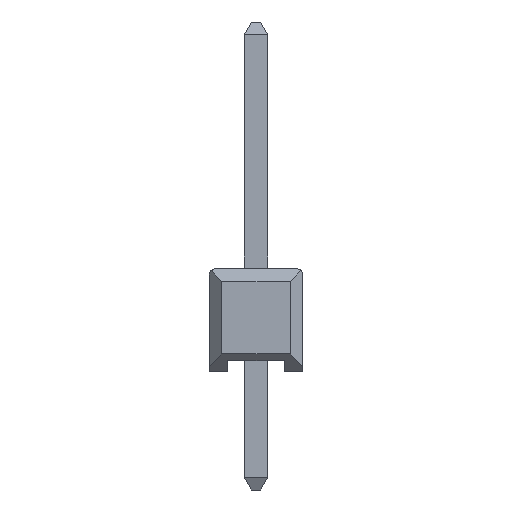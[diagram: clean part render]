
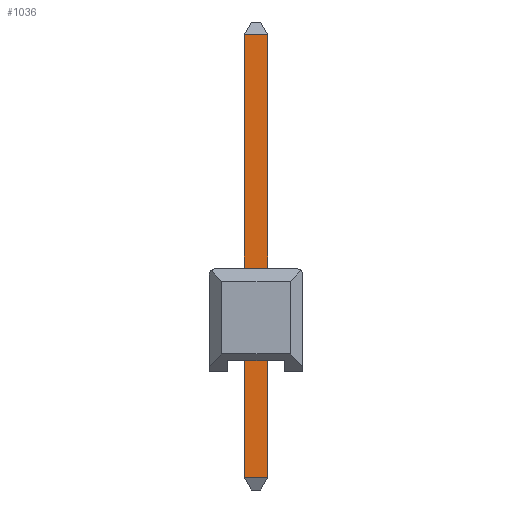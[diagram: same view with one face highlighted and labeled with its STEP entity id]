
A CAD part, left-side view. The second image highlights one B-rep face of the part: STEP entity #1036.
In plain terms, the highlighted planar face has unit normal (-1, 0, 0).
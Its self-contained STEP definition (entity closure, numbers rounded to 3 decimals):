
#85=B_SPLINE_SURFACE_WITH_KNOTS('',1,1,((#33696,#33697),(#33698,#33699)),
 .UNSPECIFIED.,.F.,.F.,.F.,(2,2),(2,2),(-9.358,0.093),
(-0.64,0.01),.UNSPECIFIED.);
#86=B_SPLINE_SURFACE_WITH_KNOTS('',1,1,((#33701,#33702),(#33703,#33704)),
 .UNSPECIFIED.,.F.,.F.,.F.,(2,2),(2,2),(-0.64,0.01),(-9.358,
0.093),.UNSPECIFIED.);
#1036=ADVANCED_FACE('',(#1614),#19801,.T.);
#1614=FACE_OUTER_BOUND('',#2224,.T.);
#2224=EDGE_LOOP('',(#5079,#5080,#5081,#5082));
#5079=ORIENTED_EDGE('',*,*,#13953,.T.);
#5080=ORIENTED_EDGE('',*,*,#13952,.F.);
#5081=ORIENTED_EDGE('',*,*,#13954,.T.);
#5082=ORIENTED_EDGE('',*,*,#13943,.F.);
#8019=PCURVE('',#85,#10907);
#8030=PCURVE('',#86,#10918);
#8031=PCURVE('',#19801,#10919);
#8032=PCURVE('',#19801,#10920);
#8033=PCURVE('',#19801,#10921);
#8034=PCURVE('',#19801,#10922);
#8052=PCURVE('',#19806,#10940);
#8065=PCURVE('',#19809,#10953);
#10907=DEFINITIONAL_REPRESENTATION('',(#18218),#34260);
#10918=DEFINITIONAL_REPRESENTATION('',(#18238),#34260);
#10919=DEFINITIONAL_REPRESENTATION('',(#18240),#34260);
#10920=DEFINITIONAL_REPRESENTATION('',(#18241),#34260);
#10921=DEFINITIONAL_REPRESENTATION('',(#18243),#34260);
#10922=DEFINITIONAL_REPRESENTATION('',(#18244),#34260);
#10940=DEFINITIONAL_REPRESENTATION('',(#18270),#34260);
#10953=DEFINITIONAL_REPRESENTATION('',(#18290),#34260);
#12439=SURFACE_CURVE('',#18217,(#8019,#8034),.PCURVE_S1.);
#12448=SURFACE_CURVE('',#18237,(#8030,#8032),.PCURVE_S1.);
#12449=SURFACE_CURVE('',#18239,(#8031,#8052),.PCURVE_S1.);
#12450=SURFACE_CURVE('',#18242,(#8033,#8065),.PCURVE_S1.);
#13943=EDGE_CURVE('',#19252,#19250,#12439,.T.);
#13952=EDGE_CURVE('',#19256,#19257,#12448,.T.);
#13953=EDGE_CURVE('',#19252,#19257,#12449,.T.);
#13954=EDGE_CURVE('',#19256,#19250,#12450,.T.);
#18217=B_SPLINE_CURVE_WITH_KNOTS('',1,(#33732,#33733),.UNSPECIFIED.,.F.,
 .F.,(2,2),(-20.383,-11.156),.UNSPECIFIED.);
#18218=B_SPLINE_CURVE_WITH_KNOTS('',1,(#33734,#33735),.UNSPECIFIED.,.F.,
 .F.,(2,2),(-20.383,-11.156),.UNSPECIFIED.);
#18237=B_SPLINE_CURVE_WITH_KNOTS('',1,(#33778,#33779),.UNSPECIFIED.,.F.,
 .F.,(2,2),(-10.526,-1.298),.UNSPECIFIED.);
#18238=B_SPLINE_CURVE_WITH_KNOTS('',1,(#33780,#33781),.UNSPECIFIED.,.F.,
 .F.,(2,2),(-10.526,-1.298),.UNSPECIFIED.);
#18239=B_SPLINE_CURVE_WITH_KNOTS('',1,(#33782,#33783),.UNSPECIFIED.,.F.,
 .F.,(2,2),(0.,0.63),.UNSPECIFIED.);
#18240=B_SPLINE_CURVE_WITH_KNOTS('',1,(#33784,#33785),.UNSPECIFIED.,.F.,
 .F.,(2,2),(0.,0.63),.UNSPECIFIED.);
#18241=B_SPLINE_CURVE_WITH_KNOTS('',1,(#33786,#33787),.UNSPECIFIED.,.F.,
 .F.,(2,2),(-10.526,-1.298),.UNSPECIFIED.);
#18242=B_SPLINE_CURVE_WITH_KNOTS('',1,(#33788,#33789),.UNSPECIFIED.,.F.,
 .F.,(2,2),(10.526,11.156),.UNSPECIFIED.);
#18243=B_SPLINE_CURVE_WITH_KNOTS('',1,(#33790,#33791),.UNSPECIFIED.,.F.,
 .F.,(2,2),(10.526,11.156),.UNSPECIFIED.);
#18244=B_SPLINE_CURVE_WITH_KNOTS('',1,(#33792,#33793),.UNSPECIFIED.,.F.,
 .F.,(2,2),(-20.383,-11.156),.UNSPECIFIED.);
#18270=B_SPLINE_CURVE_WITH_KNOTS('',1,(#33844,#33845),.UNSPECIFIED.,.F.,
 .F.,(2,2),(0.,0.63),.UNSPECIFIED.);
#18290=B_SPLINE_CURVE_WITH_KNOTS('',1,(#33884,#33885),.UNSPECIFIED.,.F.,
 .F.,(2,2),(10.526,11.156),.UNSPECIFIED.);
#19250=VERTEX_POINT('',#33716);
#19252=VERTEX_POINT('',#33718);
#19256=VERTEX_POINT('',#33722);
#19257=VERTEX_POINT('',#33723);
#19801=PLANE('',#20335);
#19806=PLANE('',#20340);
#19809=PLANE('',#20343);
#20335=AXIS2_PLACEMENT_3D('',#33705,#20854,$);
#20340=AXIS2_PLACEMENT_3D('',#33710,#20859,$);
#20343=AXIS2_PLACEMENT_3D('',#33713,#20862,$);
#20854=DIRECTION('',(-1.,0.,0.));
#20859=DIRECTION('',(-0.873,0.,0.488));
#20862=DIRECTION('',(-0.873,0.,-0.487));
#33696=CARTESIAN_POINT('',(-0.325,-0.315,9.326));
#33697=CARTESIAN_POINT('',(0.325,-0.315,9.326));
#33698=CARTESIAN_POINT('',(-0.325,-0.315,-2.981));
#33699=CARTESIAN_POINT('',(0.325,-0.315,-2.981));
#33701=CARTESIAN_POINT('',(-0.325,0.315,9.326));
#33702=CARTESIAN_POINT('',(-0.325,0.315,-2.981));
#33703=CARTESIAN_POINT('',(0.325,0.315,9.326));
#33704=CARTESIAN_POINT('',(0.325,0.315,-2.981));
#33705=CARTESIAN_POINT('',(-0.315,-0.325,9.326));
#33710=CARTESIAN_POINT('',(-0.12,-0.325,9.504));
#33713=CARTESIAN_POINT('',(-0.12,-0.325,-3.209));
#33716=CARTESIAN_POINT('',(-0.315,-0.315,-2.86));
#33718=CARTESIAN_POINT('',(-0.315,-0.315,9.156));
#33722=CARTESIAN_POINT('',(-0.315,0.315,-2.86));
#33723=CARTESIAN_POINT('',(-0.315,0.315,9.156));
#33732=CARTESIAN_POINT('',(-0.315,-0.315,9.156));
#33733=CARTESIAN_POINT('',(-0.315,-0.315,-2.86));
#33734=CARTESIAN_POINT('',(-9.227,-0.63));
#33735=CARTESIAN_POINT('',(0.,-0.63));
#33778=CARTESIAN_POINT('',(-0.315,0.315,-2.86));
#33779=CARTESIAN_POINT('',(-0.315,0.315,9.156));
#33780=CARTESIAN_POINT('',(-0.63,0.));
#33781=CARTESIAN_POINT('',(-0.63,-9.227));
#33782=CARTESIAN_POINT('',(-0.315,-0.315,9.156));
#33783=CARTESIAN_POINT('',(-0.315,0.315,9.156));
#33784=CARTESIAN_POINT('',(0.,0.038));
#33785=CARTESIAN_POINT('',(0.63,0.038));
#33786=CARTESIAN_POINT('',(0.63,9.266));
#33787=CARTESIAN_POINT('',(0.63,0.038));
#33788=CARTESIAN_POINT('',(-0.315,0.315,-2.86));
#33789=CARTESIAN_POINT('',(-0.315,-0.315,-2.86));
#33790=CARTESIAN_POINT('',(0.63,9.266));
#33791=CARTESIAN_POINT('',(0.,9.266));
#33792=CARTESIAN_POINT('',(0.,0.038));
#33793=CARTESIAN_POINT('',(0.,9.266));
#33844=CARTESIAN_POINT('',(-0.44,0.39));
#33845=CARTESIAN_POINT('',(0.19,0.39));
#33884=CARTESIAN_POINT('',(0.389,0.19));
#33885=CARTESIAN_POINT('',(0.389,-0.44));
#34260=(
GEOMETRIC_REPRESENTATION_CONTEXT(2)
PARAMETRIC_REPRESENTATION_CONTEXT()
REPRESENTATION_CONTEXT('pspace','')
);
